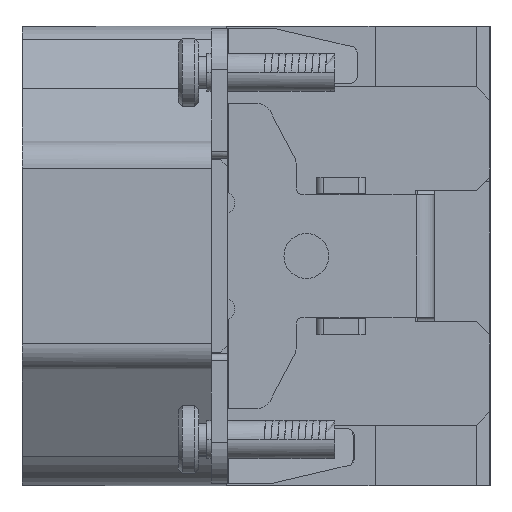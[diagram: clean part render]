
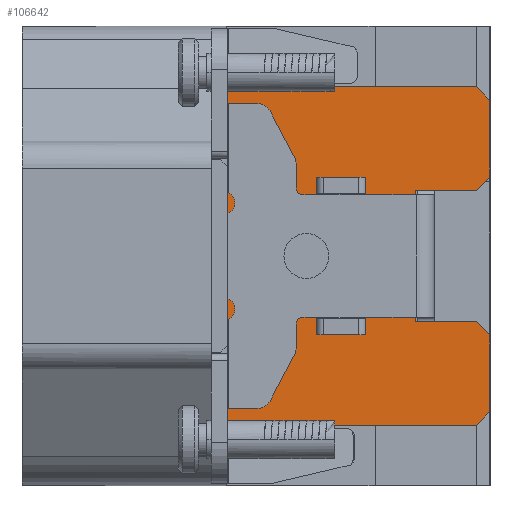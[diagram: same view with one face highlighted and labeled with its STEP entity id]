
A CAD part, left-side view. The second image highlights one B-rep face of the part: STEP entity #106642.
In plain terms, the highlighted planar face has unit normal (-1, 0, 0).
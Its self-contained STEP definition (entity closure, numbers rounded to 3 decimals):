
#677=DIRECTION('',(0.,0.,-1.));
#678=VECTOR('',#677,5.65);
#679=CARTESIAN_POINT('',(-31.625,-34.4,11.45));
#680=LINE('',#679,#678);
#773=DIRECTION('',(0.,0.,-1.));
#774=VECTOR('',#773,5.65);
#775=CARTESIAN_POINT('',(-31.625,-34.4,-5.8));
#776=LINE('',#775,#774);
#18931=DIRECTION('',(0.,0.,1.));
#18932=VECTOR('',#18931,8.1);
#18933=CARTESIAN_POINT('',(-31.625,-15.,-4.05));
#18934=LINE('',#18933,#18932);
#20983=DIRECTION('',(0.,-1.,0.));
#20984=VECTOR('',#20983,1.1);
#20985=CARTESIAN_POINT('',(-31.625,-13.9,-8.45));
#20986=LINE('',#20985,#20984);
#20987=DIRECTION('',(0.,-1.,0.));
#20988=VECTOR('',#20987,1.1);
#20989=CARTESIAN_POINT('',(-31.625,-13.9,4.05));
#20990=LINE('',#20989,#20988);
#20991=DIRECTION('',(0.,-1.,0.));
#20992=VECTOR('',#20991,1.1);
#20993=CARTESIAN_POINT('',(-31.625,-13.9,8.45));
#20994=LINE('',#20993,#20992);
#20995=DIRECTION('',(0.,0.,-1.));
#20996=VECTOR('',#20995,4.);
#20997=CARTESIAN_POINT('',(-31.625,-15.,12.45));
#20998=LINE('',#20997,#20996);
#20999=DIRECTION('',(0.,1.,0.));
#21000=VECTOR('',#20999,18.4);
#21001=CARTESIAN_POINT('',(-31.625,-33.4,12.45));
#21002=LINE('',#21001,#21000);
#21003=DIRECTION('',(0.,-0.707,-0.707));
#21004=VECTOR('',#21003,1.414);
#21005=CARTESIAN_POINT('',(-31.625,-33.4,12.45));
#21006=LINE('',#21005,#21004);
#21007=DIRECTION('',(0.,0.707,-0.707));
#21008=VECTOR('',#21007,1.414);
#21009=CARTESIAN_POINT('',(-31.625,-34.4,5.8));
#21010=LINE('',#21009,#21008);
#21011=DIRECTION('',(0.,1.,0.));
#21012=VECTOR('',#21011,4.5);
#21013=CARTESIAN_POINT('',(-31.625,-33.4,4.8));
#21014=LINE('',#21013,#21012);
#21015=DIRECTION('',(0.,0.,1.));
#21016=VECTOR('',#21015,1.588);
#21017=CARTESIAN_POINT('',(-31.625,-28.9,3.212));
#21018=LINE('',#21017,#21016);
#21019=DIRECTION('',(0.,0.999,-0.052));
#21020=VECTOR('',#21019,12.117);
#21021=CARTESIAN_POINT('',(-31.625,-28.9,3.212));
#21022=LINE('',#21021,#21020);
#21023=DIRECTION('',(0.,0.,1.));
#21024=VECTOR('',#21023,5.155);
#21025=CARTESIAN_POINT('',(-31.625,-16.8,-2.578));
#21026=LINE('',#21025,#21024);
#21027=DIRECTION('',(0.,0.999,0.052));
#21028=VECTOR('',#21027,12.117);
#21029=CARTESIAN_POINT('',(-31.625,-28.9,-3.212));
#21030=LINE('',#21029,#21028);
#21031=DIRECTION('',(0.,0.,1.));
#21032=VECTOR('',#21031,1.588);
#21033=CARTESIAN_POINT('',(-31.625,-28.9,-4.8));
#21034=LINE('',#21033,#21032);
#21035=DIRECTION('',(0.,1.,0.));
#21036=VECTOR('',#21035,4.5);
#21037=CARTESIAN_POINT('',(-31.625,-33.4,-4.8));
#21038=LINE('',#21037,#21036);
#21039=DIRECTION('',(0.,-0.707,-0.707));
#21040=VECTOR('',#21039,1.414);
#21041=CARTESIAN_POINT('',(-31.625,-33.4,-4.8));
#21042=LINE('',#21041,#21040);
#21043=DIRECTION('',(0.,0.707,-0.707));
#21044=VECTOR('',#21043,1.414);
#21045=CARTESIAN_POINT('',(-31.625,-34.4,-11.45));
#21046=LINE('',#21045,#21044);
#21047=DIRECTION('',(0.,0.,-1.));
#21048=VECTOR('',#21047,4.);
#21049=CARTESIAN_POINT('',(-31.625,-15.,-8.45));
#21050=LINE('',#21049,#21048);
#21097=DIRECTION('',(0.,0.,-1.));
#21098=VECTOR('',#21097,4.4);
#21099=CARTESIAN_POINT('',(-31.625,-13.9,8.45));
#21100=LINE('',#21099,#21098);
#21109=DIRECTION('',(0.,0.,-1.));
#21110=VECTOR('',#21109,4.4);
#21111=CARTESIAN_POINT('',(-31.625,-13.9,-4.05));
#21112=LINE('',#21111,#21110);
#46258=DIRECTION('',(0.,1.,0.));
#46259=VECTOR('',#46258,18.4);
#46260=CARTESIAN_POINT('',(-31.625,-33.4,-12.45));
#46261=LINE('',#46260,#46259);
#49208=DIRECTION('',(0.,1.,0.));
#49209=VECTOR('',#49208,1.1);
#49210=CARTESIAN_POINT('',(-31.625,-15.,-4.05));
#49211=LINE('',#49210,#49209);
#72369=CARTESIAN_POINT('',(-31.625,-15.,12.45));
#72370=VERTEX_POINT('',#72369);
#72375=CARTESIAN_POINT('',(-31.625,-15.,-4.05));
#72376=CARTESIAN_POINT('',(-31.625,-13.9,-4.05));
#72377=VERTEX_POINT('',#72375);
#72378=VERTEX_POINT('',#72376);
#72399=CARTESIAN_POINT('',(-31.625,-28.9,4.8));
#72400=VERTEX_POINT('',#72399);
#72401=CARTESIAN_POINT('',(-31.625,-28.9,-4.8));
#72402=VERTEX_POINT('',#72401);
#72429=CARTESIAN_POINT('',(-31.625,-16.8,-2.578));
#72430=CARTESIAN_POINT('',(-31.625,-16.8,2.578));
#72431=VERTEX_POINT('',#72429);
#72432=VERTEX_POINT('',#72430);
#72433=CARTESIAN_POINT('',(-31.625,-28.9,-3.212));
#72434=VERTEX_POINT('',#72433);
#72435=CARTESIAN_POINT('',(-31.625,-28.9,3.212));
#72436=VERTEX_POINT('',#72435);
#72437=CARTESIAN_POINT('',(-31.625,-34.4,5.8));
#72438=CARTESIAN_POINT('',(-31.625,-33.4,4.8));
#72439=VERTEX_POINT('',#72437);
#72440=VERTEX_POINT('',#72438);
#72445=CARTESIAN_POINT('',(-31.625,-33.4,-4.8));
#72446=CARTESIAN_POINT('',(-31.625,-34.4,-5.8));
#72447=VERTEX_POINT('',#72445);
#72448=VERTEX_POINT('',#72446);
#72449=CARTESIAN_POINT('',(-31.625,-33.4,12.45));
#72450=CARTESIAN_POINT('',(-31.625,-34.4,11.45));
#72451=VERTEX_POINT('',#72449);
#72452=VERTEX_POINT('',#72450);
#72461=CARTESIAN_POINT('',(-31.625,-34.4,-11.45));
#72462=CARTESIAN_POINT('',(-31.625,-33.4,-12.45));
#72463=VERTEX_POINT('',#72461);
#72464=VERTEX_POINT('',#72462);
#72465=CARTESIAN_POINT('',(-31.625,-15.,-12.45));
#72466=VERTEX_POINT('',#72465);
#72483=CARTESIAN_POINT('',(-31.625,-13.9,4.05));
#72484=CARTESIAN_POINT('',(-31.625,-15.,4.05));
#72485=VERTEX_POINT('',#72483);
#72486=VERTEX_POINT('',#72484);
#72501=CARTESIAN_POINT('',(-31.625,-13.9,-8.45));
#72502=CARTESIAN_POINT('',(-31.625,-15.,-8.45));
#72503=VERTEX_POINT('',#72501);
#72504=VERTEX_POINT('',#72502);
#72505=CARTESIAN_POINT('',(-31.625,-13.9,8.45));
#72506=CARTESIAN_POINT('',(-31.625,-15.,8.45));
#72507=VERTEX_POINT('',#72505);
#72508=VERTEX_POINT('',#72506);
#106593=CARTESIAN_POINT('',(-31.625,0.,12.45));
#106594=DIRECTION('',(1.,0.,0.));
#106595=DIRECTION('',(0.,0.,-1.));
#106596=AXIS2_PLACEMENT_3D('',#106593,#106594,#106595);
#106597=PLANE('',#106596);
#106599=ORIENTED_EDGE('',*,*,#106598,.F.);
#106601=ORIENTED_EDGE('',*,*,#106600,.F.);
#106603=ORIENTED_EDGE('',*,*,#106602,.F.);
#106604=ORIENTED_EDGE('',*,*,#101873,.T.);
#106606=ORIENTED_EDGE('',*,*,#106605,.F.);
#106608=ORIENTED_EDGE('',*,*,#106607,.F.);
#106610=ORIENTED_EDGE('',*,*,#106609,.T.);
#106611=ORIENTED_EDGE('',*,*,#101053,.F.);
#106613=ORIENTED_EDGE('',*,*,#106612,.F.);
#106614=ORIENTED_EDGE('',*,*,#106586,.T.);
#106615=ORIENTED_EDGE('',*,*,#95218,.T.);
#106617=ORIENTED_EDGE('',*,*,#106616,.T.);
#106619=ORIENTED_EDGE('',*,*,#106618,.T.);
#106621=ORIENTED_EDGE('',*,*,#106620,.F.);
#106623=ORIENTED_EDGE('',*,*,#106622,.T.);
#106625=ORIENTED_EDGE('',*,*,#106624,.F.);
#106627=ORIENTED_EDGE('',*,*,#106626,.F.);
#106629=ORIENTED_EDGE('',*,*,#106628,.F.);
#106631=ORIENTED_EDGE('',*,*,#106630,.F.);
#106633=ORIENTED_EDGE('',*,*,#106632,.T.);
#106634=ORIENTED_EDGE('',*,*,#95269,.T.);
#106636=ORIENTED_EDGE('',*,*,#106635,.T.);
#106638=ORIENTED_EDGE('',*,*,#106637,.T.);
#106639=ORIENTED_EDGE('',*,*,#101043,.F.);
#106640=EDGE_LOOP('',(#106599,#106601,#106603,#106604,#106606,#106608,#106610,
#106611,#106613,#106614,#106615,#106617,#106619,#106621,#106623,#106625,#106627,
#106629,#106631,#106633,#106634,#106636,#106638,#106639));
#106641=FACE_OUTER_BOUND('',#106640,.F.);
#106642=ADVANCED_FACE('',(#106641),#106597,.F.);
#95218=EDGE_CURVE('',#72452,#72439,#680,.T.);
#95269=EDGE_CURVE('',#72448,#72463,#776,.T.);
#101043=EDGE_CURVE('',#72504,#72466,#21050,.T.);
#101053=EDGE_CURVE('',#72370,#72508,#20998,.T.);
#101873=EDGE_CURVE('',#72377,#72486,#18934,.T.);
#106586=EDGE_CURVE('',#72451,#72452,#21006,.T.);
#106598=EDGE_CURVE('',#72503,#72504,#20986,.T.);
#106600=EDGE_CURVE('',#72378,#72503,#21112,.T.);
#106602=EDGE_CURVE('',#72377,#72378,#49211,.T.);
#106605=EDGE_CURVE('',#72485,#72486,#20990,.T.);
#106607=EDGE_CURVE('',#72507,#72485,#21100,.T.);
#106609=EDGE_CURVE('',#72507,#72508,#20994,.T.);
#106612=EDGE_CURVE('',#72451,#72370,#21002,.T.);
#106616=EDGE_CURVE('',#72439,#72440,#21010,.T.);
#106618=EDGE_CURVE('',#72440,#72400,#21014,.T.);
#106620=EDGE_CURVE('',#72436,#72400,#21018,.T.);
#106622=EDGE_CURVE('',#72436,#72432,#21022,.T.);
#106624=EDGE_CURVE('',#72431,#72432,#21026,.T.);
#106626=EDGE_CURVE('',#72434,#72431,#21030,.T.);
#106628=EDGE_CURVE('',#72402,#72434,#21034,.T.);
#106630=EDGE_CURVE('',#72447,#72402,#21038,.T.);
#106632=EDGE_CURVE('',#72447,#72448,#21042,.T.);
#106635=EDGE_CURVE('',#72463,#72464,#21046,.T.);
#106637=EDGE_CURVE('',#72464,#72466,#46261,.T.);
